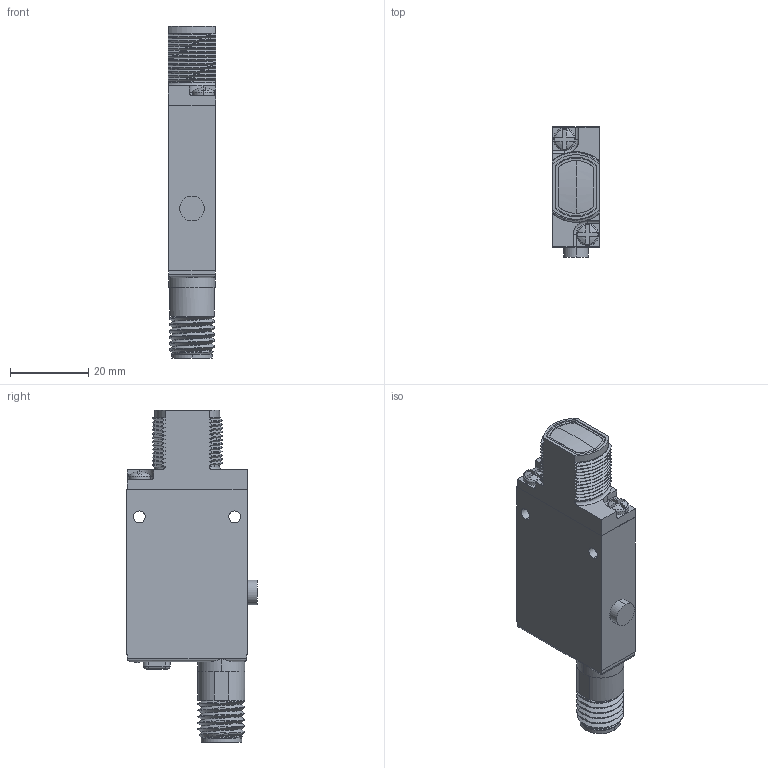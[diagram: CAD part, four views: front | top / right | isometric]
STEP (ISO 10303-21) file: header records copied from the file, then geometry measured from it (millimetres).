
FILE_DESCRIPTION((''),'2;1');
FILE_NAME('154488_SW','2011-01-10T',('banengservice'),('BANNER ENGINEERING'),'PRO/ENGINEER BY PARAMETRIC TECHNOLOGY CORPORATION, 2009141','PRO/ENGINEER BY PARAMETRIC TECHNOLOGY CORPORATION, 2009141','');
FILE_SCHEMA(('CONFIG_CONTROL_DESIGN'));
Length unit declared in the file: inch
Products named in the file (1): 154488_SW
Bounding box: 12.09 x 33.27 x 84.8 mm (x, y, z)
Volume: 8018.4 mm3; surface area: 14865.8 mm2
Topology: 3 solids, 5 shells, 820 faces, 2200 edges, 1425 vertices
Faces by surface type: plane 419, cylinder 240, bspline 107, cone 20, torus 18, sphere 16
Entity records: 37941 total; most frequent: CARTESIAN_POINT 17986, ORIENTED_EDGE 4384, DIRECTION 3777, EDGE_CURVE 2192, VERTEX_POINT 1425, VECTOR 1273, LINE 1273, AXIS2_PLACEMENT_3D 1252
